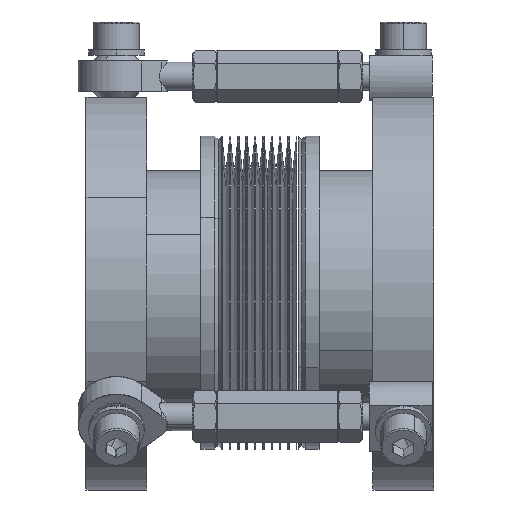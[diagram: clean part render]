
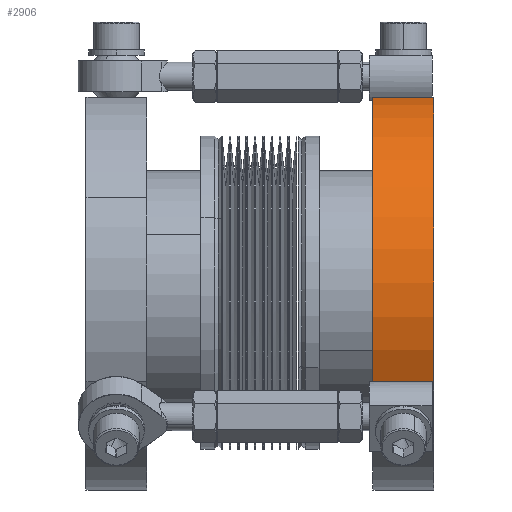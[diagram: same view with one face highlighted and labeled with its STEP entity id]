
A CAD part, left-side view. The second image highlights one B-rep face of the part: STEP entity #2906.
In plain terms, the highlighted cylindrical face has radius 56.75 mm (diameter 113.5 mm), a partial arc.
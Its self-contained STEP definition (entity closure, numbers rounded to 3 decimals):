
#1892=AXIS2_PLACEMENT_3D('Cylinder Axis2P3D',#1889,#1890,#1891) ;
#2883=AXIS2_PLACEMENT_3D('Circle Axis2P3D',#2881,#2882,$) ;
#2890=AXIS2_PLACEMENT_3D('Circle Axis2P3D',#2888,#2889,$) ;
#1889=CARTESIAN_POINT('Axis2P3D Location',(-91.25,0.,0.)) ;
#2708=CARTESIAN_POINT('Vertex',(-82.5,8.,56.183)) ;
#2711=CARTESIAN_POINT('Line Origine',(-91.25,8.,56.183)) ;
#2715=CARTESIAN_POINT('Vertex',(-100.,8.,56.183)) ;
#2881=CARTESIAN_POINT('Axis2P3D Location',(-100.,0.,0.)) ;
#2885=CARTESIAN_POINT('Vertex',(-100.,50.611,-25.672)) ;
#2888=CARTESIAN_POINT('Axis2P3D Location',(-82.5,0.,0.)) ;
#2892=CARTESIAN_POINT('Vertex',(-82.5,50.611,-25.672)) ;
#2895=CARTESIAN_POINT('Line Origine',(-91.25,50.611,-25.672)) ;
#1890=DIRECTION('Axis2P3D Direction',(-1.,0.,0.)) ;
#1891=DIRECTION('Axis2P3D XDirection',(0.,-0.878,0.479)) ;
#2712=DIRECTION('Vector Direction',(1.,0.,0.)) ;
#2882=DIRECTION('Axis2P3D Direction',(-1.,0.,0.)) ;
#2889=DIRECTION('Axis2P3D Direction',(-1.,0.,0.)) ;
#2896=DIRECTION('Vector Direction',(-1.,0.,0.)) ;
#2713=VECTOR('Line Direction',#2712,1.) ;
#2897=VECTOR('Line Direction',#2896,1.) ;
#2901=ORIENTED_EDGE('',*,*,#2887,.F.) ;
#2902=ORIENTED_EDGE('',*,*,#2717,.T.) ;
#2903=ORIENTED_EDGE('',*,*,#2894,.T.) ;
#2904=ORIENTED_EDGE('',*,*,#2899,.F.) ;
#2906=ADVANCED_FACE('DN63CF.2\\Hauptk\X2\00F6\X0\rper',(#2905),#1893,.T.) ;
#2884=CIRCLE('generated circle',#2883,56.75) ;
#2891=CIRCLE('generated circle',#2890,56.75) ;
#1893=CYLINDRICAL_SURFACE('generated cylinder',#1892,56.75) ;
#2717=EDGE_CURVE('',#2716,#2709,#2714,.T.) ;
#2887=EDGE_CURVE('',#2716,#2886,#2884,.T.) ;
#2894=EDGE_CURVE('',#2709,#2893,#2891,.T.) ;
#2899=EDGE_CURVE('',#2886,#2893,#2898,.F.) ;
#2900=EDGE_LOOP('',(#2901,#2902,#2903,#2904)) ;
#2905=FACE_OUTER_BOUND('',#2900,.T.) ;
#2714=LINE('Line',#2711,#2713) ;
#2898=LINE('Line',#2895,#2897) ;
#2709=VERTEX_POINT('',#2708) ;
#2716=VERTEX_POINT('',#2715) ;
#2886=VERTEX_POINT('',#2885) ;
#2893=VERTEX_POINT('',#2892) ;
